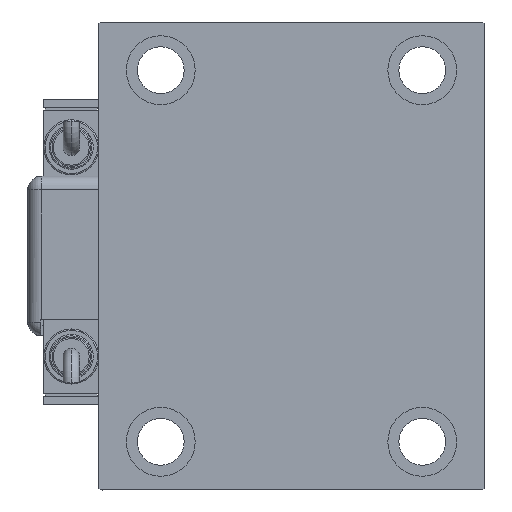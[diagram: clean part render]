
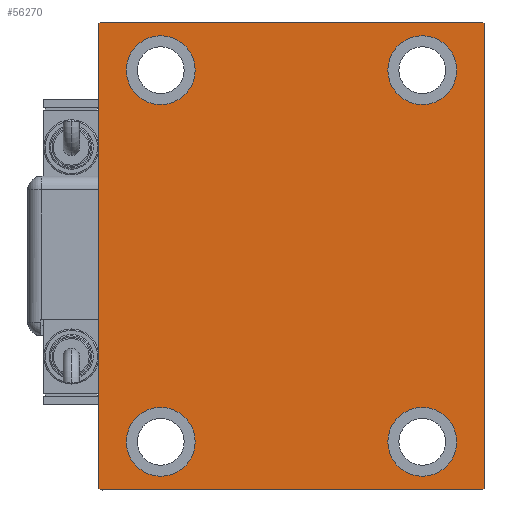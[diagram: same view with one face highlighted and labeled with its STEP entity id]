
A CAD part, left-side view. The second image highlights one B-rep face of the part: STEP entity #56270.
In plain terms, the highlighted face is planar.
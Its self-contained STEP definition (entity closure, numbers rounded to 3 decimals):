
#7 = DIRECTION ( 'NONE',  ( -1., 0., 0. ) ) ;
#308 = VECTOR ( 'NONE', #2516, 1000. ) ;
#569 = LINE ( 'NONE', #57592, #23767 ) ;
#792 = DIRECTION ( 'NONE',  ( 0., 0., -1. ) ) ;
#2415 = VERTEX_POINT ( 'NONE', #54952 ) ;
#2516 = DIRECTION ( 'NONE',  ( 0., 0.707, 0.707 ) ) ;
#2714 = VERTEX_POINT ( 'NONE', #42234 ) ;
#2990 = CARTESIAN_POINT ( 'NONE',  ( 155., -77.25, -77.25 ) ) ;
#3640 = AXIS2_PLACEMENT_3D ( 'NONE', #33302, #7, #4317 ) ;
#3924 = ORIENTED_EDGE ( 'NONE', *, *, #53457, .T. ) ;
#4317 = DIRECTION ( 'NONE',  ( 0., 0., 1. ) ) ;
#4383 = CARTESIAN_POINT ( 'NONE',  ( 155., 47.5, 67.5 ) ) ;
#5029 = LINE ( 'NONE', #55926, #14638 ) ;
#5038 = CARTESIAN_POINT ( 'NONE',  ( 155., -69.5, 85. ) ) ;
#5212 = CARTESIAN_POINT ( 'NONE',  ( 155., 70., -85. ) ) ;
#5477 = EDGE_LOOP ( 'NONE', ( #37641, #48455 ) ) ;
#5504 = EDGE_CURVE ( 'NONE', #52947, #44443, #39836, .T. ) ;
#6379 = CARTESIAN_POINT ( 'NONE',  ( 155., -69.5, -85. ) ) ;
#6389 = AXIS2_PLACEMENT_3D ( 'NONE', #55320, #46063, #31890 ) ;
#6694 = EDGE_CURVE ( 'NONE', #33700, #52947, #15722, .T. ) ;
#6947 = DIRECTION ( 'NONE',  ( -1., 0., 0. ) ) ;
#7814 = AXIS2_PLACEMENT_3D ( 'NONE', #52879, #32895, #792 ) ;
#8163 = EDGE_CURVE ( 'NONE', #16606, #34867, #12261, .T. ) ;
#8173 = CARTESIAN_POINT ( 'NONE',  ( 155., -47.5, 67.5 ) ) ;
#9259 = CIRCLE ( 'NONE', #31926, 12.5 ) ;
#9422 = VECTOR ( 'NONE', #52001, 1000. ) ;
#10168 = VERTEX_POINT ( 'NONE', #42112 ) ;
#11046 = DIRECTION ( 'NONE',  ( 0., 0., 1. ) ) ;
#11347 = CIRCLE ( 'NONE', #13334, 12.5 ) ;
#11575 = DIRECTION ( 'NONE',  ( 0., 0., 1. ) ) ;
#12261 = CIRCLE ( 'NONE', #39818, 12.5 ) ;
#12349 = CARTESIAN_POINT ( 'NONE',  ( 155., 47.5, 55. ) ) ;
#12787 = CARTESIAN_POINT ( 'NONE',  ( 155., 47.5, -67.5 ) ) ;
#12789 = CIRCLE ( 'NONE', #14771, 12.5 ) ;
#13281 = ORIENTED_EDGE ( 'NONE', *, *, #33174, .T. ) ;
#13334 = AXIS2_PLACEMENT_3D ( 'NONE', #8173, #27299, #36544 ) ;
#13338 = ORIENTED_EDGE ( 'NONE', *, *, #39697, .T. ) ;
#13580 = EDGE_CURVE ( 'NONE', #36015, #38175, #56637, .T. ) ;
#14062 = FACE_BOUND ( 'NONE', #5477, .T. ) ;
#14638 = VECTOR ( 'NONE', #37122, 1000. ) ;
#14771 = AXIS2_PLACEMENT_3D ( 'NONE', #12787, #6947, #11575 ) ;
#15406 = ORIENTED_EDGE ( 'NONE', *, *, #60517, .T. ) ;
#15722 = LINE ( 'NONE', #53348, #21029 ) ;
#16141 = EDGE_CURVE ( 'NONE', #44443, #39888, #47462, .T. ) ;
#16268 = LINE ( 'NONE', #2990, #35331 ) ;
#16606 = VERTEX_POINT ( 'NONE', #59661 ) ;
#16637 = EDGE_CURVE ( 'NONE', #38175, #36015, #11347, .T. ) ;
#16888 = DIRECTION ( 'NONE',  ( 0., 0., 1. ) ) ;
#16928 = DIRECTION ( 'NONE',  ( 0., -1., 0. ) ) ;
#17200 = VECTOR ( 'NONE', #24027, 1000. ) ;
#18191 = ORIENTED_EDGE ( 'NONE', *, *, #34330, .T. ) ;
#19279 = ORIENTED_EDGE ( 'NONE', *, *, #8163, .T. ) ;
#19477 = DIRECTION ( 'NONE',  ( -1., 0., 0. ) ) ;
#19594 = FACE_BOUND ( 'NONE', #29078, .T. ) ;
#19897 = FACE_BOUND ( 'NONE', #41480, .T. ) ;
#20918 = DIRECTION ( 'NONE',  ( -1., 0., 0. ) ) ;
#21029 = VECTOR ( 'NONE', #47216, 1000. ) ;
#21407 = EDGE_CURVE ( 'NONE', #34960, #10168, #32606, .T. ) ;
#21773 = CIRCLE ( 'NONE', #47399, 12.5 ) ;
#23565 = CARTESIAN_POINT ( 'NONE',  ( 155., 69.5, -85. ) ) ;
#23767 = VECTOR ( 'NONE', #39377, 1000. ) ;
#24027 = DIRECTION ( 'NONE',  ( 0., 0., 1. ) ) ;
#24622 = CARTESIAN_POINT ( 'NONE',  ( 155., -47.5, -67.5 ) ) ;
#25075 = ORIENTED_EDGE ( 'NONE', *, *, #43293, .T. ) ;
#26150 = CARTESIAN_POINT ( 'NONE',  ( 155., -47.5, -67.5 ) ) ;
#26339 = EDGE_LOOP ( 'NONE', ( #18191, #40859, #55898, #3924, #41311, #44681, #33298, #15406 ) ) ;
#26810 = CARTESIAN_POINT ( 'NONE',  ( 155., 70., 85. ) ) ;
#26982 = DIRECTION ( 'NONE',  ( -1., 0., 0. ) ) ;
#27299 = DIRECTION ( 'NONE',  ( -1., 0., 0. ) ) ;
#28271 = AXIS2_PLACEMENT_3D ( 'NONE', #24622, #20918, #11046 ) ;
#29078 = EDGE_LOOP ( 'NONE', ( #13338, #25075 ) ) ;
#29165 = PLANE ( 'NONE',  #7814 ) ;
#29278 = CIRCLE ( 'NONE', #28271, 12.5 ) ;
#29930 = CARTESIAN_POINT ( 'NONE',  ( 155., 70., -84.5 ) ) ;
#29968 = EDGE_CURVE ( 'NONE', #10168, #2415, #5029, .T. ) ;
#31890 = DIRECTION ( 'NONE',  ( 0., 0., 1. ) ) ;
#31926 = AXIS2_PLACEMENT_3D ( 'NONE', #4383, #19477, #56795 ) ;
#32606 = LINE ( 'NONE', #42154, #9422 ) ;
#32895 = DIRECTION ( 'NONE',  ( 1., 0., 0. ) ) ;
#33174 = EDGE_CURVE ( 'NONE', #2714, #53216, #12789, .T. ) ;
#33196 = FACE_BOUND ( 'NONE', #43661, .T. ) ;
#33298 = ORIENTED_EDGE ( 'NONE', *, *, #16141, .T. ) ;
#33302 = CARTESIAN_POINT ( 'NONE',  ( 155., 47.5, -67.5 ) ) ;
#33445 = VERTEX_POINT ( 'NONE', #56747 ) ;
#33700 = VERTEX_POINT ( 'NONE', #6379 ) ;
#34147 = CARTESIAN_POINT ( 'NONE',  ( 155., -47.5, 55. ) ) ;
#34330 = EDGE_CURVE ( 'NONE', #33445, #34960, #44985, .T. ) ;
#34867 = VERTEX_POINT ( 'NONE', #45757 ) ;
#34960 = VERTEX_POINT ( 'NONE', #5038 ) ;
#35032 = VERTEX_POINT ( 'NONE', #57746 ) ;
#35331 = VECTOR ( 'NONE', #53885, 1000. ) ;
#36015 = VERTEX_POINT ( 'NONE', #43518 ) ;
#36544 = DIRECTION ( 'NONE',  ( 0., 0., 1. ) ) ;
#37122 = DIRECTION ( 'NONE',  ( 0., 0., -1. ) ) ;
#37641 = ORIENTED_EDGE ( 'NONE', *, *, #16637, .T. ) ;
#38175 = VERTEX_POINT ( 'NONE', #34147 ) ;
#39377 = DIRECTION ( 'NONE',  ( 0., -0.707, 0.707 ) ) ;
#39697 = EDGE_CURVE ( 'NONE', #40878, #35032, #21773, .T. ) ;
#39818 = AXIS2_PLACEMENT_3D ( 'NONE', #26150, #59134, #16888 ) ;
#39836 = LINE ( 'NONE', #59557, #308 ) ;
#39888 = VERTEX_POINT ( 'NONE', #47161 ) ;
#40859 = ORIENTED_EDGE ( 'NONE', *, *, #21407, .T. ) ;
#40878 = VERTEX_POINT ( 'NONE', #12349 ) ;
#41311 = ORIENTED_EDGE ( 'NONE', *, *, #6694, .T. ) ;
#41412 = VECTOR ( 'NONE', #16928, 1000. ) ;
#41480 = EDGE_LOOP ( 'NONE', ( #13281, #41947 ) ) ;
#41947 = ORIENTED_EDGE ( 'NONE', *, *, #46100, .T. ) ;
#42112 = CARTESIAN_POINT ( 'NONE',  ( 155., -70., 84.5 ) ) ;
#42154 = CARTESIAN_POINT ( 'NONE',  ( 155., -77.25, 77.25 ) ) ;
#42234 = CARTESIAN_POINT ( 'NONE',  ( 155., 47.5, -80. ) ) ;
#42304 = CARTESIAN_POINT ( 'NONE',  ( 155., 47.5, -55. ) ) ;
#43029 = FACE_OUTER_BOUND ( 'NONE', #26339, .T. ) ;
#43293 = EDGE_CURVE ( 'NONE', #35032, #40878, #9259, .T. ) ;
#43518 = CARTESIAN_POINT ( 'NONE',  ( 155., -47.5, 80. ) ) ;
#43661 = EDGE_LOOP ( 'NONE', ( #19279, #58453 ) ) ;
#44000 = CIRCLE ( 'NONE', #3640, 12.5 ) ;
#44443 = VERTEX_POINT ( 'NONE', #29930 ) ;
#44681 = ORIENTED_EDGE ( 'NONE', *, *, #5504, .T. ) ;
#44985 = LINE ( 'NONE', #26810, #41412 ) ;
#45368 = EDGE_CURVE ( 'NONE', #34867, #16606, #29278, .T. ) ;
#45757 = CARTESIAN_POINT ( 'NONE',  ( 155., -47.5, -55. ) ) ;
#45768 = DIRECTION ( 'NONE',  ( 0., 0., 1. ) ) ;
#46063 = DIRECTION ( 'NONE',  ( -1., 0., 0. ) ) ;
#46100 = EDGE_CURVE ( 'NONE', #53216, #2714, #44000, .T. ) ;
#47161 = CARTESIAN_POINT ( 'NONE',  ( 155., 70., 84.5 ) ) ;
#47216 = DIRECTION ( 'NONE',  ( 0., 1., 0. ) ) ;
#47399 = AXIS2_PLACEMENT_3D ( 'NONE', #50404, #26982, #45768 ) ;
#47462 = LINE ( 'NONE', #5212, #17200 ) ;
#48455 = ORIENTED_EDGE ( 'NONE', *, *, #13580, .T. ) ;
#50404 = CARTESIAN_POINT ( 'NONE',  ( 155., 47.5, 67.5 ) ) ;
#52001 = DIRECTION ( 'NONE',  ( 0., -0.707, -0.707 ) ) ;
#52879 = CARTESIAN_POINT ( 'NONE',  ( 155., 0., 0. ) ) ;
#52947 = VERTEX_POINT ( 'NONE', #23565 ) ;
#53216 = VERTEX_POINT ( 'NONE', #42304 ) ;
#53348 = CARTESIAN_POINT ( 'NONE',  ( 155., -70., -85. ) ) ;
#53457 = EDGE_CURVE ( 'NONE', #2415, #33700, #16268, .T. ) ;
#53885 = DIRECTION ( 'NONE',  ( 0., 0.707, -0.707 ) ) ;
#54952 = CARTESIAN_POINT ( 'NONE',  ( 155., -70., -84.5 ) ) ;
#55320 = CARTESIAN_POINT ( 'NONE',  ( 155., -47.5, 67.5 ) ) ;
#55898 = ORIENTED_EDGE ( 'NONE', *, *, #29968, .T. ) ;
#55926 = CARTESIAN_POINT ( 'NONE',  ( 155., -70., 85. ) ) ;
#56270 = ADVANCED_FACE ( 'NONE', ( #33196, #14062, #19594, #19897, #43029 ), #29165, .T. ) ;
#56637 = CIRCLE ( 'NONE', #6389, 12.5 ) ;
#56747 = CARTESIAN_POINT ( 'NONE',  ( 155., 69.5, 85. ) ) ;
#56795 = DIRECTION ( 'NONE',  ( 0., 0., 1. ) ) ;
#57592 = CARTESIAN_POINT ( 'NONE',  ( 155., 77.25, 77.25 ) ) ;
#57746 = CARTESIAN_POINT ( 'NONE',  ( 155., 47.5, 80. ) ) ;
#58453 = ORIENTED_EDGE ( 'NONE', *, *, #45368, .T. ) ;
#59134 = DIRECTION ( 'NONE',  ( -1., 0., 0. ) ) ;
#59557 = CARTESIAN_POINT ( 'NONE',  ( 155., 77.25, -77.25 ) ) ;
#59661 = CARTESIAN_POINT ( 'NONE',  ( 155., -47.5, -80. ) ) ;
#60517 = EDGE_CURVE ( 'NONE', #39888, #33445, #569, .T. ) ;
